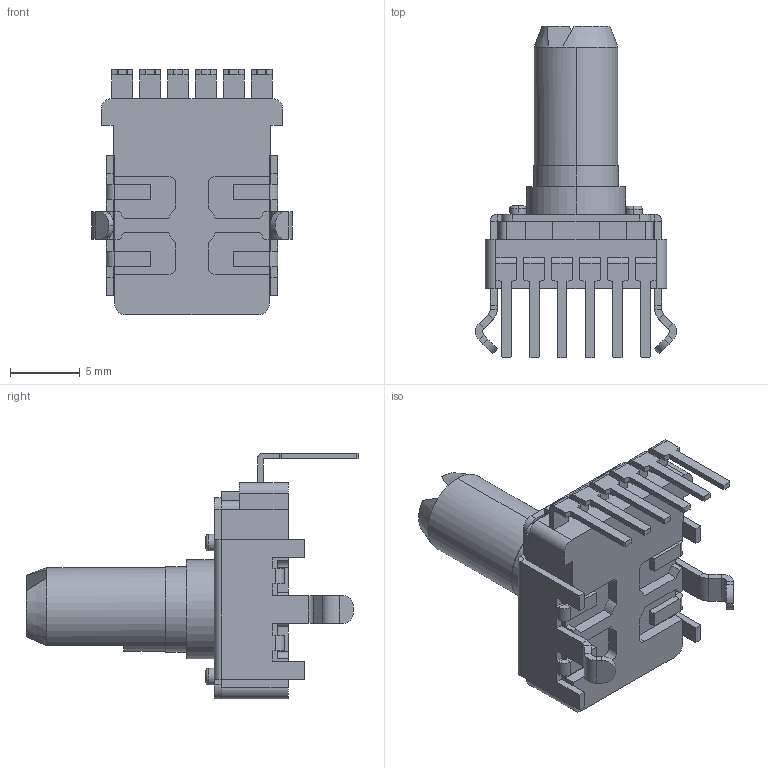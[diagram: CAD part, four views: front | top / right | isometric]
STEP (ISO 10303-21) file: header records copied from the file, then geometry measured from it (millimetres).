
FILE_DESCRIPTION (( 'STEP AP214' ), '1' );
FILE_NAME ('PTV112-4420A-B503.STEP', '2022-08-18T23:07:00', ( '' ), ( '' ), 'SwSTEP 2.0', 'SolidWorks 2017', '' );
FILE_SCHEMA (( 'AUTOMOTIVE_DESIGN' ));
Length unit declared in the file: millimetre
Products named in the file (1): PTV112-4420A-B503
Bounding box: 14.39 x 23.8 x 17.6 mm (x, y, z)
Volume: 1301.6 mm3; surface area: 1784.8 mm2
Topology: 9 solids, 9 shells, 322 faces, 808 edges, 508 vertices
Faces by surface type: plane 252, cylinder 64, torus 4, cone 2
Entity records: 9564 total; most frequent: CARTESIAN_POINT 1651, ORIENTED_EDGE 1616, DIRECTION 1592, EDGE_CURVE 808, LINE 662, VECTOR 662, VERTEX_POINT 508, AXIS2_PLACEMENT_3D 465
